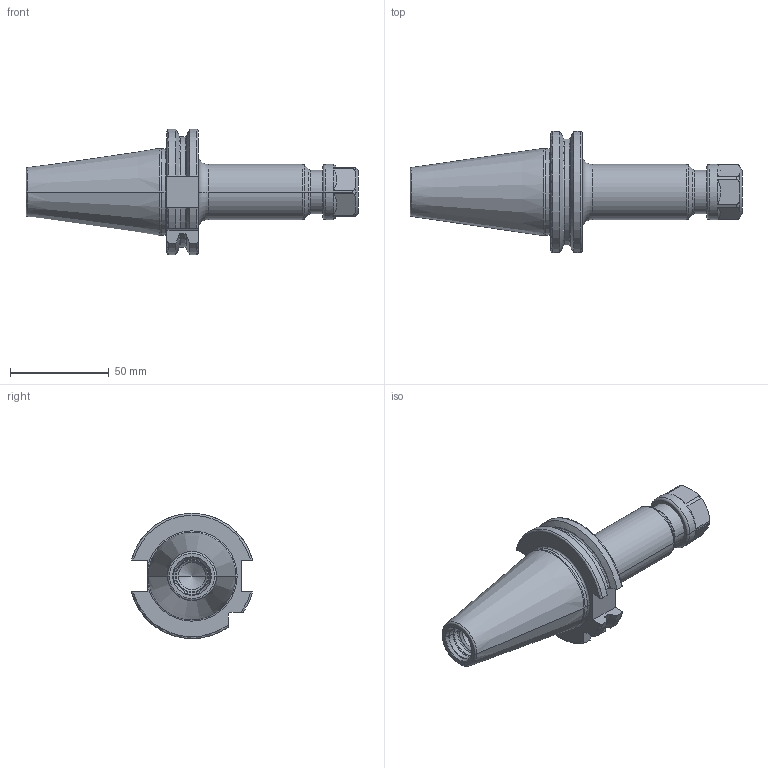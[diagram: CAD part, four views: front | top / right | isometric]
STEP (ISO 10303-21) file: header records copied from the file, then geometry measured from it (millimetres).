
FILE_DESCRIPTION((''),'2;1');
FILE_NAME('40-321-16_ASM','2011-08-31T',('mei'),(''),'PRO/ENGINEER BY PARAMETRIC TECHNOLOGY CORPORATION, 2010430','PRO/ENGINEER BY PARAMETRIC TECHNOLOGY CORPORATION, 2010430','');
FILE_SCHEMA(('CONFIG_CONTROL_DESIGN'));
Length unit declared in the file: millimetre
Products named in the file (3): 40-321-16; 83-912-16; 40-321-16_ASM
Assembly tree (2 placements, depth 2):
  40-321-16_ASM
    40-321-16
    83-912-16
Bounding box: 168.25 x 61.42 x 63.51 mm (x, y, z)
Volume: 152411.4 mm3; surface area: 29073.7 mm2
Topology: 2 solids, 3 shells, 125 faces, 318 edges, 200 vertices
Faces by surface type: torus 38, cone 30, plane 29, cylinder 28
Entity records: 4271 total; most frequent: CARTESIAN_POINT 1173, DIRECTION 661, ORIENTED_EDGE 628, EDGE_CURVE 316, AXIS2_PLACEMENT_3D 280, VERTEX_POINT 200, CIRCLE 148, EDGE_LOOP 130
